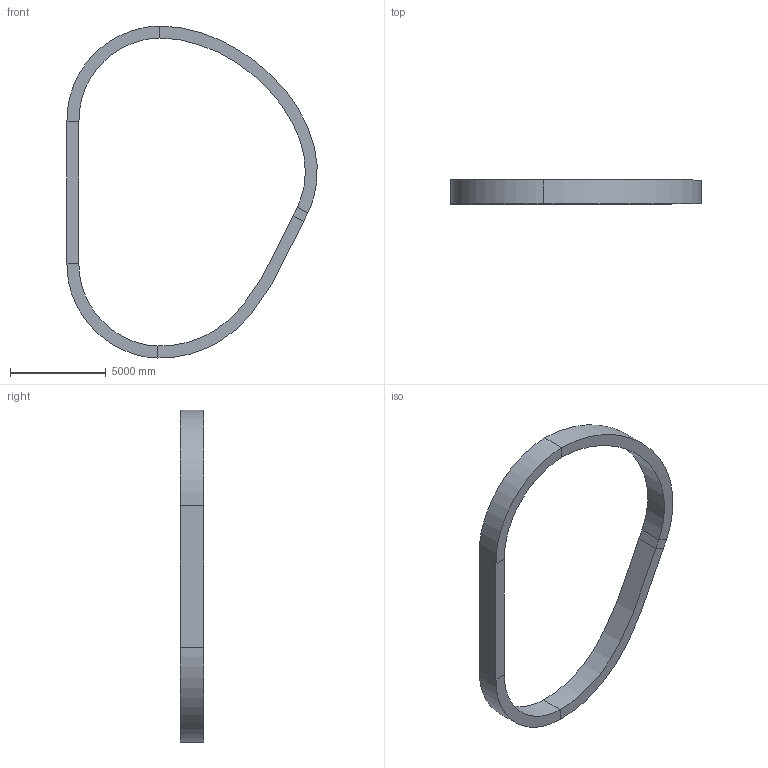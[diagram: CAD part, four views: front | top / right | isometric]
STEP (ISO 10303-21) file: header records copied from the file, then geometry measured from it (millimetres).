
FILE_DESCRIPTION(('Open CASCADE Model'),'2;1');
FILE_NAME('Open CASCADE Shape Model','2016-10-25T09:40:01',('Author'),( 'Open CASCADE'),'Open CASCADE STEP processor 6.9','Open CASCADE 6.9' ,'Unknown');
FILE_SCHEMA(('AUTOMOTIVE_DESIGN { 1 0 10303 214 1 1 1 1 }'));
Length unit declared in the file: metre
Products named in the file (1): Open CASCADE STEP translator 6.9 2
Bounding box: 13068.89 x 1243 x 17346.92 mm (x, y, z)
Volume: 36428133367.8 mm3; surface area: 175191192.6 mm2
Topology: 1 solids, 1 shells, 24 faces, 48 edges, 24 vertices
Faces by surface type: plane 16, bspline 8
Entity records: 1666 total; most frequent: CARTESIAN_POINT 853, ORIENTED_EDGE 96, PCURVE 96, DEFINITIONAL_REPRESENTATION 96, B_SPLINE_CURVE_WITH_KNOTS 94, DIRECTION 84, LINE 50, VECTOR 50
